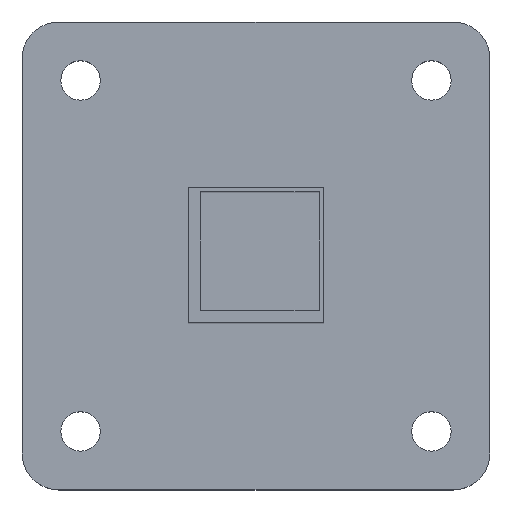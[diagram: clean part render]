
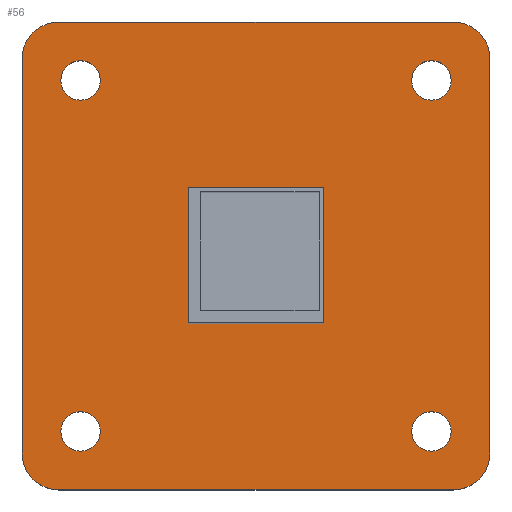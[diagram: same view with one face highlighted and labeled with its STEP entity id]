
A CAD part, top view. The second image highlights one B-rep face of the part: STEP entity #56.
In plain terms, the highlighted planar face has unit normal (0, 0, 1).
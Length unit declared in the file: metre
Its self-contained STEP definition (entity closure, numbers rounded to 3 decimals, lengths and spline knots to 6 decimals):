
#56=ADVANCED_FACE('',(#126,#127,#128,#129,#130,#131),#132,.T.);
#126=FACE_BOUND('',#219,.T.);
#127=FACE_BOUND('',#220,.T.);
#128=FACE_BOUND('',#221,.T.);
#129=FACE_BOUND('',#222,.T.);
#130=FACE_BOUND('',#223,.T.);
#131=FACE_OUTER_BOUND('',#224,.T.);
#132=PLANE('',#225);
#219=EDGE_LOOP('',(#323));
#220=EDGE_LOOP('',(#324));
#221=EDGE_LOOP('',(#325));
#222=EDGE_LOOP('',(#326));
#223=EDGE_LOOP('',(#327,#328,#329,#330));
#224=EDGE_LOOP('',(#331,#332,#333,#334,#335,#336,#337,#338));
#225=AXIS2_PLACEMENT_3D('',#339,#340,#341);
#323=ORIENTED_EDGE('',*,*,#518,.T.);
#324=ORIENTED_EDGE('',*,*,#502,.T.);
#325=ORIENTED_EDGE('',*,*,#519,.T.);
#326=ORIENTED_EDGE('',*,*,#520,.T.);
#327=ORIENTED_EDGE('',*,*,#512,.F.);
#328=ORIENTED_EDGE('',*,*,#516,.F.);
#329=ORIENTED_EDGE('',*,*,#521,.F.);
#330=ORIENTED_EDGE('',*,*,#522,.F.);
#331=ORIENTED_EDGE('',*,*,#523,.F.);
#332=ORIENTED_EDGE('',*,*,#524,.T.);
#333=ORIENTED_EDGE('',*,*,#525,.F.);
#334=ORIENTED_EDGE('',*,*,#526,.T.);
#335=ORIENTED_EDGE('',*,*,#527,.F.);
#336=ORIENTED_EDGE('',*,*,#528,.T.);
#337=ORIENTED_EDGE('',*,*,#506,.F.);
#338=ORIENTED_EDGE('',*,*,#529,.T.);
#339=CARTESIAN_POINT('',(0.038,0.038,0.006));
#340=DIRECTION('',(0.0,0.0,1.0));
#341=DIRECTION('',(1.0,0.0,0.0));
#502=EDGE_CURVE('',#583,#583,#584,.T.);
#506=EDGE_CURVE('',#589,#591,#592,.T.);
#512=EDGE_CURVE('',#600,#595,#602,.T.);
#516=EDGE_CURVE('',#606,#600,#608,.T.);
#518=EDGE_CURVE('',#610,#610,#611,.T.);
#519=EDGE_CURVE('',#612,#612,#613,.T.);
#520=EDGE_CURVE('',#614,#614,#615,.T.);
#521=EDGE_CURVE('',#616,#606,#617,.T.);
#522=EDGE_CURVE('',#595,#616,#618,.T.);
#523=EDGE_CURVE('',#619,#620,#621,.T.);
#524=EDGE_CURVE('',#619,#622,#623,.T.);
#525=EDGE_CURVE('',#624,#622,#625,.T.);
#526=EDGE_CURVE('',#624,#626,#627,.T.);
#527=EDGE_CURVE('',#628,#626,#629,.T.);
#528=EDGE_CURVE('',#628,#591,#630,.T.);
#529=EDGE_CURVE('',#589,#620,#631,.T.);
#583=VERTEX_POINT('',#703);
#584=CIRCLE('',#704,0.0032);
#589=VERTEX_POINT('',#710);
#591=VERTEX_POINT('',#713);
#592=LINE('',#714,#715);
#595=VERTEX_POINT('',#719);
#600=VERTEX_POINT('',#726);
#602=LINE('',#729,#730);
#606=VERTEX_POINT('',#735);
#608=LINE('',#738,#739);
#610=VERTEX_POINT('',#741);
#611=CIRCLE('',#742,0.0032);
#612=VERTEX_POINT('',#743);
#613=CIRCLE('',#744,0.0032);
#614=VERTEX_POINT('',#745);
#615=CIRCLE('',#746,0.0032);
#616=VERTEX_POINT('',#747);
#617=LINE('',#748,#749);
#618=LINE('',#750,#751);
#619=VERTEX_POINT('',#752);
#620=VERTEX_POINT('',#753);
#621=LINE('',#754,#755);
#622=VERTEX_POINT('',#756);
#623=CIRCLE('',#757,0.006);
#624=VERTEX_POINT('',#758);
#625=LINE('',#759,#760);
#626=VERTEX_POINT('',#761);
#627=CIRCLE('',#762,0.006);
#628=VERTEX_POINT('',#763);
#629=LINE('',#764,#765);
#630=CIRCLE('',#766,0.006);
#631=CIRCLE('',#767,0.006);
#703=CARTESIAN_POINT('',(0.0063,0.0095,0.006));
#704=AXIS2_PLACEMENT_3D('',#863,#864,#865);
#710=CARTESIAN_POINT('',(0.07,0.0,0.006));
#713=CARTESIAN_POINT('',(0.006,0.0,0.006));
#714=CARTESIAN_POINT('',(0.038,0.0,0.006));
#715=VECTOR('',#868,1.0);
#719=CARTESIAN_POINT('',(0.049,0.027,0.006));
#726=CARTESIAN_POINT('',(0.027,0.027,0.006));
#729=CARTESIAN_POINT('',(0.038,0.027,0.006));
#730=VECTOR('',#873,1.0);
#735=CARTESIAN_POINT('',(0.027,0.049,0.006));
#738=CARTESIAN_POINT('',(0.027,0.038,0.006));
#739=VECTOR('',#876,1.0);
#741=CARTESIAN_POINT('',(0.0633,0.0095,0.006));
#742=AXIS2_PLACEMENT_3D('',#877,#878,#879);
#743=CARTESIAN_POINT('',(0.0633,0.0665,0.006));
#744=AXIS2_PLACEMENT_3D('',#880,#881,#882);
#745=CARTESIAN_POINT('',(0.0063,0.0665,0.006));
#746=AXIS2_PLACEMENT_3D('',#883,#884,#885);
#747=CARTESIAN_POINT('',(0.049,0.049,0.006));
#748=CARTESIAN_POINT('',(0.038,0.049,0.006));
#749=VECTOR('',#886,1.0);
#750=CARTESIAN_POINT('',(0.049,0.038,0.006));
#751=VECTOR('',#887,1.0);
#752=CARTESIAN_POINT('',(0.076,0.07,0.006));
#753=CARTESIAN_POINT('',(0.076,0.006,0.006));
#754=CARTESIAN_POINT('',(0.076,0.038,0.006));
#755=VECTOR('',#888,1.0);
#756=CARTESIAN_POINT('',(0.07,0.076,0.006));
#757=AXIS2_PLACEMENT_3D('',#889,#890,#891);
#758=CARTESIAN_POINT('',(0.006,0.076,0.006));
#759=CARTESIAN_POINT('',(0.038,0.076,0.006));
#760=VECTOR('',#892,1.0);
#761=CARTESIAN_POINT('',(0.0,0.07,0.006));
#762=AXIS2_PLACEMENT_3D('',#893,#894,#895);
#763=CARTESIAN_POINT('',(0.0,0.006,0.006));
#764=CARTESIAN_POINT('',(0.0,0.038,0.006));
#765=VECTOR('',#896,1.0);
#766=AXIS2_PLACEMENT_3D('',#897,#898,#899);
#767=AXIS2_PLACEMENT_3D('',#900,#901,#902);
#863=CARTESIAN_POINT('',(0.0095,0.0095,0.006));
#864=DIRECTION('',(0.0,0.0,-1.0));
#865=DIRECTION('',(-1.0,0.0,0.0));
#868=DIRECTION('',(-1.0,0.0,0.0));
#873=DIRECTION('',(1.0,0.0,0.0));
#876=DIRECTION('',(0.0,-1.0,0.0));
#877=CARTESIAN_POINT('',(0.0665,0.0095,0.006));
#878=DIRECTION('',(0.0,0.0,-1.0));
#879=DIRECTION('',(-1.0,0.0,0.0));
#880=CARTESIAN_POINT('',(0.0665,0.0665,0.006));
#881=DIRECTION('',(0.0,0.0,-1.0));
#882=DIRECTION('',(-1.0,0.0,0.0));
#883=CARTESIAN_POINT('',(0.0095,0.0665,0.006));
#884=DIRECTION('',(0.0,0.0,-1.0));
#885=DIRECTION('',(-1.0,0.0,0.0));
#886=DIRECTION('',(-1.0,0.0,0.0));
#887=DIRECTION('',(0.0,1.0,0.0));
#888=DIRECTION('',(0.0,-1.0,0.0));
#889=CARTESIAN_POINT('',(0.07,0.07,0.006));
#890=DIRECTION('',(0.0,0.0,1.0));
#891=DIRECTION('',(1.0,0.0,0.0));
#892=DIRECTION('',(1.0,0.0,0.0));
#893=CARTESIAN_POINT('',(0.006,0.07,0.006));
#894=DIRECTION('',(0.0,0.0,1.0));
#895=DIRECTION('',(1.0,0.0,0.0));
#896=DIRECTION('',(0.0,1.0,0.0));
#897=CARTESIAN_POINT('',(0.006,0.006,0.006));
#898=DIRECTION('',(0.0,0.0,1.0));
#899=DIRECTION('',(1.0,0.0,0.0));
#900=CARTESIAN_POINT('',(0.07,0.006,0.006));
#901=DIRECTION('',(0.0,0.0,1.0));
#902=DIRECTION('',(1.0,0.0,0.0));
